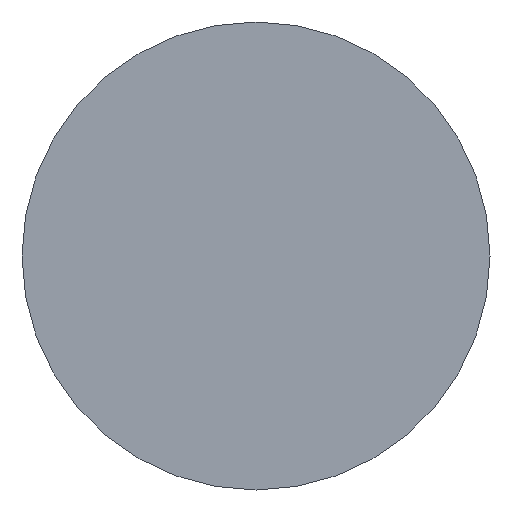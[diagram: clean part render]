
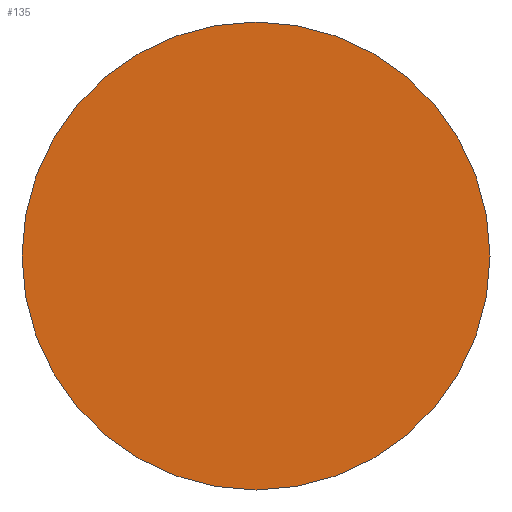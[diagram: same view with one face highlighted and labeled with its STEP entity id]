
A CAD part, left-side view. The second image highlights one B-rep face of the part: STEP entity #135.
In plain terms, the highlighted planar face has unit normal (-1, 0, 0).
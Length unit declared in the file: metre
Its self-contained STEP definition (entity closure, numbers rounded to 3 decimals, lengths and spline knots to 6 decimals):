
#5 = AXIS2_PLACEMENT_3D ( 'NONE', #108, #107, #14 ) ;
#8 = CIRCLE ( 'NONE', #86, 2. ) ;
#14 = DIRECTION ( 'NONE',  ( 0., 1., 0. ) ) ;
#17 = ORIENTED_EDGE ( 'NONE', *, *, #20, .T. ) ;
#19 = VERTEX_POINT ( 'NONE', #148 ) ;
#20 = EDGE_CURVE ( 'NONE', #19, #51, #8, .T. ) ;
#21 = CARTESIAN_POINT ( 'NONE',  ( 0.868326, 0., 0. ) ) ;
#51 = VERTEX_POINT ( 'NONE', #124 ) ;
#58 = FACE_OUTER_BOUND ( 'NONE', #142, .T. ) ;
#61 = ORIENTED_EDGE ( 'NONE', *, *, #71, .T. ) ;
#67 = DIRECTION ( 'NONE',  ( -1., 0., 0. ) ) ;
#71 = EDGE_CURVE ( 'NONE', #51, #19, #140, .T. ) ;
#74 = CARTESIAN_POINT ( 'NONE',  ( 0.868326, 0., 0. ) ) ;
#86 = AXIS2_PLACEMENT_3D ( 'NONE', #21, #67, #125 ) ;
#90 = DIRECTION ( 'NONE',  ( 0., 1., 0. ) ) ;
#107 = DIRECTION ( 'NONE',  ( -1., 0., 0. ) ) ;
#108 = CARTESIAN_POINT ( 'NONE',  ( 0.868326, 2., 0. ) ) ;
#124 = CARTESIAN_POINT ( 'NONE',  ( 0.868326, 2., 0. ) ) ;
#125 = DIRECTION ( 'NONE',  ( 0., 1., 0. ) ) ;
#135 = ADVANCED_FACE ( 'NONE', ( #58 ), #139, .T. ) ;
#138 = AXIS2_PLACEMENT_3D ( 'NONE', #74, #147, #90 ) ;
#139 = PLANE ( 'NONE',  #5 ) ;
#140 = CIRCLE ( 'NONE', #138, 2. ) ;
#142 = EDGE_LOOP ( 'NONE', ( #61, #17 ) ) ;
#147 = DIRECTION ( 'NONE',  ( -1., 0., 0. ) ) ;
#148 = CARTESIAN_POINT ( 'NONE',  ( 0.868326, -2., 0. ) ) ;
